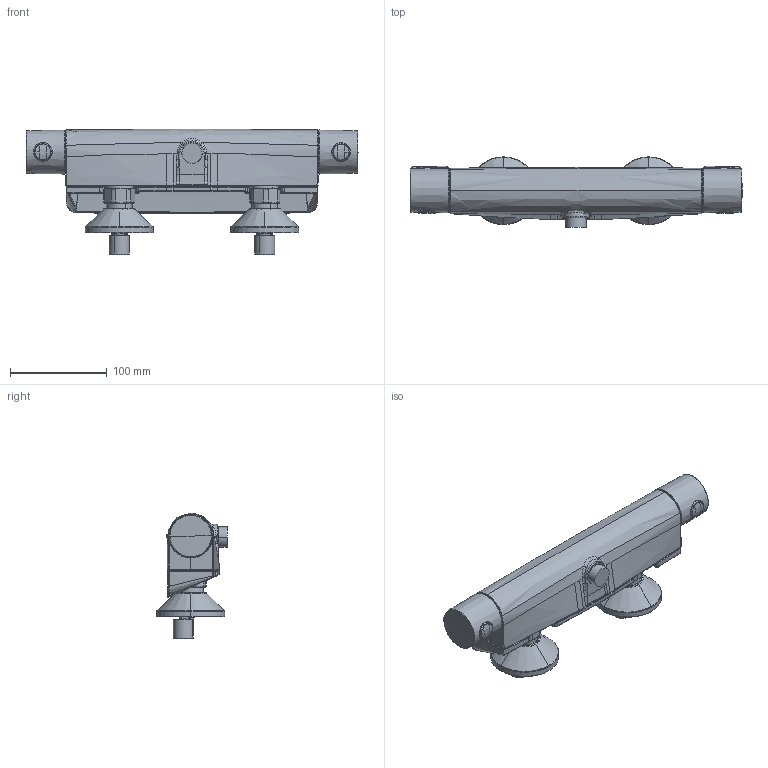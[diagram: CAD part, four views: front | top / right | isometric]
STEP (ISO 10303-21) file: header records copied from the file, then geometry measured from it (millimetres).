
FILE_DESCRIPTION (( 'STEP AP203' ), '1' );
FILE_NAME ('7160NU(2023)+65140201(2023)+6514020133(2023).STEP', '2023-01-23T10:31:04', ( '' ), ( '' ), 'SwSTEP 2.0', 'SolidWorks 2016', '' );
FILE_SCHEMA (( 'CONFIG_CONTROL_DESIGN' ));
Length unit declared in the file: millimetre
Products named in the file (1): 7160NU(2023)+65140201(2023)+6514020133(2023)
Bounding box: 342.5 x 72.7 x 129.97 mm (x, y, z)
Surface area: 150685.3 mm2 (no closed solid volume)
Topology: 0 solids, 4 shells, 771 faces, 1849 edges, 1091 vertices
Faces by surface type: bspline 446, cylinder 139, plane 100, cone 54, torus 18, sphere 14
Entity records: 48943 total; most frequent: CARTESIAN_POINT 34653, ORIENTED_EDGE 3648, DIRECTION 1909, EDGE_CURVE 1826, VERTEX_POINT 1091, B_SPLINE_CURVE_WITH_KNOTS 954, EDGE_LOOP 805, AXIS2_PLACEMENT_3D 803
